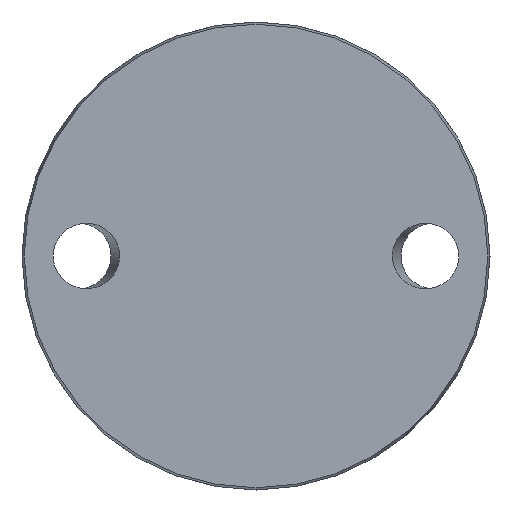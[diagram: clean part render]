
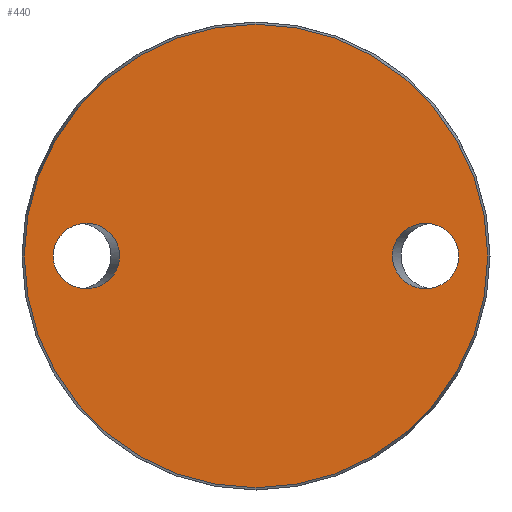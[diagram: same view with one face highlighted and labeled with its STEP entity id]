
A CAD part, front view. The second image highlights one B-rep face of the part: STEP entity #440.
In plain terms, the highlighted planar face has unit normal (0, -1, 0).
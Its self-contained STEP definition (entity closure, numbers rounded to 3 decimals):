
#44 = CIRCLE ( 'NONE', #535, 58.425 ) ;
#57 = AXIS2_PLACEMENT_3D ( 'NONE', #449, #454, #529 ) ;
#72 = DIRECTION ( 'NONE',  ( 0., -1., 0. ) ) ;
#94 = EDGE_CURVE ( 'NONE', #424, #424, #953, .T. ) ;
#123 =( BOUNDED_CURVE ( )  B_SPLINE_CURVE ( 3, ( #457, #927, #478, #992, #244, #788, #461 ),
 .UNSPECIFIED., .T., .T. ) 
 B_SPLINE_CURVE_WITH_KNOTS ( ( 4, 3, 4 ),
 ( 0., 3.142, 6.283 ),
 .UNSPECIFIED. ) 
 CURVE ( )  GEOMETRIC_REPRESENTATION_ITEM ( )  RATIONAL_B_SPLINE_CURVE ( ( 1., 0.333, 0.333, 1., 0.333, 0.333, 1. ) ) 
 REPRESENTATION_ITEM ( '' )  );
#167 = ORIENTED_EDGE ( 'NONE', *, *, #509, .T. ) ;
#211 = CARTESIAN_POINT ( 'NONE',  ( 34.385, 0., 16.5 ) ) ;
#244 = CARTESIAN_POINT ( 'NONE',  ( -34.385, 0., -16.5 ) ) ;
#282 = CARTESIAN_POINT ( 'NONE',  ( -51.115, 0., 0. ) ) ;
#293 = CARTESIAN_POINT ( 'NONE',  ( 51.115, 0., 0. ) ) ;
#297 = VERTEX_POINT ( 'NONE', #594 ) ;
#353 = ORIENTED_EDGE ( 'NONE', *, *, #738, .T. ) ;
#370 = CARTESIAN_POINT ( 'NONE',  ( 34.385, 0., 0. ) ) ;
#371 = CARTESIAN_POINT ( 'NONE',  ( 34.385, 0., 0. ) ) ;
#384 = DIRECTION ( 'NONE',  ( 0., 0., -1. ) ) ;
#424 = VERTEX_POINT ( 'NONE', #370 ) ;
#440 = ADVANCED_FACE ( 'NONE', ( #458, #901, #771 ), #905, .F. ) ;
#449 = CARTESIAN_POINT ( 'NONE',  ( -58.425, 0., 0. ) ) ;
#454 = DIRECTION ( 'NONE',  ( 0., 1., 0. ) ) ;
#457 = CARTESIAN_POINT ( 'NONE',  ( -51.115, 0., 0. ) ) ;
#458 = FACE_BOUND ( 'NONE', #776, .T. ) ;
#461 = CARTESIAN_POINT ( 'NONE',  ( -51.115, 0., 0. ) ) ;
#475 = EDGE_LOOP ( 'NONE', ( #167 ) ) ;
#478 = CARTESIAN_POINT ( 'NONE',  ( -34.385, 0., 16.5 ) ) ;
#509 = EDGE_CURVE ( 'NONE', #297, #297, #44, .T. ) ;
#529 = DIRECTION ( 'NONE',  ( 0., 0., 1. ) ) ;
#535 = AXIS2_PLACEMENT_3D ( 'NONE', #913, #72, #384 ) ;
#594 = CARTESIAN_POINT ( 'NONE',  ( 0., 0., -58.425 ) ) ;
#595 = CARTESIAN_POINT ( 'NONE',  ( 34.385, 0., 0. ) ) ;
#598 = CARTESIAN_POINT ( 'NONE',  ( 51.115, 0., 16.5 ) ) ;
#676 = CARTESIAN_POINT ( 'NONE',  ( 34.385, 0., -16.5 ) ) ;
#738 = EDGE_CURVE ( 'NONE', #977, #977, #123, .T. ) ;
#758 = EDGE_LOOP ( 'NONE', ( #928 ) ) ;
#771 = FACE_OUTER_BOUND ( 'NONE', #475, .T. ) ;
#776 = EDGE_LOOP ( 'NONE', ( #353 ) ) ;
#788 = CARTESIAN_POINT ( 'NONE',  ( -51.115, 0., -16.5 ) ) ;
#901 = FACE_BOUND ( 'NONE', #758, .T. ) ;
#905 = PLANE ( 'NONE',  #57 ) ;
#913 = CARTESIAN_POINT ( 'NONE',  ( 0., 0., 0. ) ) ;
#927 = CARTESIAN_POINT ( 'NONE',  ( -51.115, 0., 16.5 ) ) ;
#928 = ORIENTED_EDGE ( 'NONE', *, *, #94, .F. ) ;
#953 =( BOUNDED_CURVE ( )  B_SPLINE_CURVE ( 3, ( #595, #676, #978, #293, #598, #211, #371 ),
 .UNSPECIFIED., .T., .F. ) 
 B_SPLINE_CURVE_WITH_KNOTS ( ( 4, 3, 4 ),
 ( 0., 3.142, 6.283 ),
 .UNSPECIFIED. ) 
 CURVE ( )  GEOMETRIC_REPRESENTATION_ITEM ( )  RATIONAL_B_SPLINE_CURVE ( ( 1., 0.333, 0.333, 1., 0.333, 0.333, 1. ) ) 
 REPRESENTATION_ITEM ( '' )  );
#977 = VERTEX_POINT ( 'NONE', #282 ) ;
#978 = CARTESIAN_POINT ( 'NONE',  ( 51.115, 0., -16.5 ) ) ;
#992 = CARTESIAN_POINT ( 'NONE',  ( -34.385, 0., 0. ) ) ;
